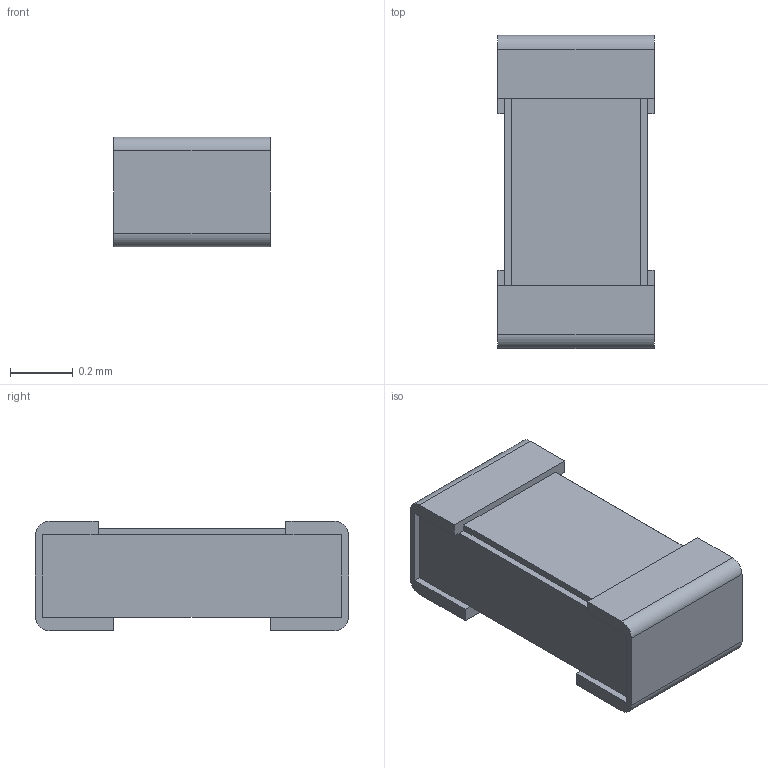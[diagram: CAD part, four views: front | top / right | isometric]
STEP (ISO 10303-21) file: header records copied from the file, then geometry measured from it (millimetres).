
FILE_DESCRIPTION(/* description */ (''),/* implementation_level */ '2;1');
FILE_NAME(/* name */ 'R-0402.stp',/* time_stamp */ '2020-07-09T17:50:50+02:00',/* author */ ('sawaiz'),/* organization */ (''),/* preprocessor_version */ 'ST-DEVELOPER v18.1',/* originating_system */ 'Autodesk Inventor 2020',/* authorisation */ '');
FILE_SCHEMA (('AUTOMOTIVE_DESIGN { 1 0 10303 214 3 1 1 }'));
Length unit declared in the file: millimetre
Products named in the file (1): RC0402
Bounding box: 0.5 x 1 x 0.35 mm (x, y, z)
Volume: 0.1 mm3; surface area: 2 mm2
Topology: 1 solids, 1 shells, 38 faces, 100 edges, 64 vertices
Faces by surface type: plane 34, cylinder 4
Entity records: 1240 total; most frequent: CARTESIAN_POINT 203, ORIENTED_EDGE 200, DIRECTION 186, EDGE_CURVE 100, LINE 92, VECTOR 92, VERTEX_POINT 64, AXIS2_PLACEMENT_3D 47
